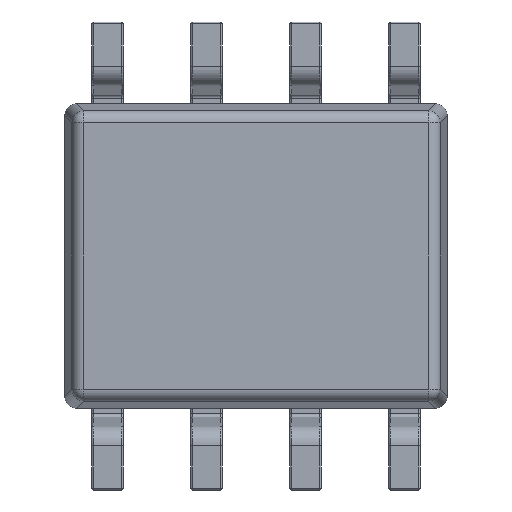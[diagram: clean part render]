
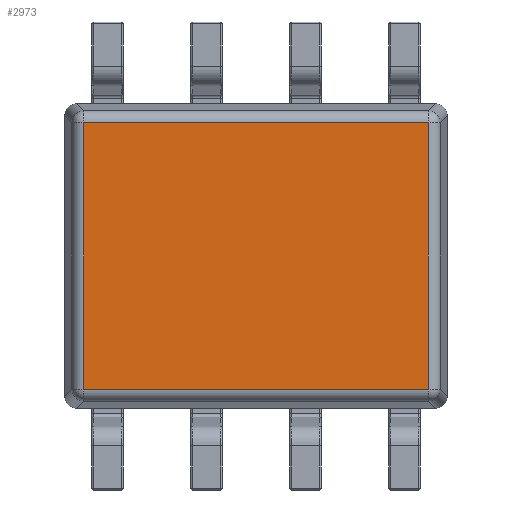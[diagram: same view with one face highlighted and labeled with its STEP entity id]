
A CAD part, front view. The second image highlights one B-rep face of the part: STEP entity #2973.
In plain terms, the highlighted planar face has unit normal (0, -1, 0).
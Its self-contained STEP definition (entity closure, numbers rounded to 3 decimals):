
#1596 = VECTOR ( 'NONE', #8416, 1000. ) ;
#1808 = DIRECTION ( 'NONE',  ( 0., 0., -1. ) ) ;
#2605 = AXIS2_PLACEMENT_3D ( 'NONE', #15030, #20505, #1808 ) ;
#2664 = DIRECTION ( 'NONE',  ( 0., 0., -1. ) ) ;
#2973 = ADVANCED_FACE ( 'NONE', ( #20185 ), #20386, .T. ) ;
#3734 = EDGE_LOOP ( 'NONE', ( #21456, #19041, #16951, #14866 ) ) ;
#4702 = DIRECTION ( 'NONE',  ( -1., 0., 0. ) ) ;
#5066 = CARTESIAN_POINT ( 'NONE',  ( -2.211, 0.3, -1.711 ) ) ;
#6288 = VERTEX_POINT ( 'NONE', #10686 ) ;
#7628 = VERTEX_POINT ( 'NONE', #18680 ) ;
#8416 = DIRECTION ( 'NONE',  ( 1., 0., 0. ) ) ;
#10686 = CARTESIAN_POINT ( 'NONE',  ( 2.211, 0.3, 1.711 ) ) ;
#10881 = CARTESIAN_POINT ( 'NONE',  ( 2.211, 0.3, -1.711 ) ) ;
#11338 = VECTOR ( 'NONE', #18340, 1000. ) ;
#11460 = CARTESIAN_POINT ( 'NONE',  ( 2.211, 0.3, 1.841 ) ) ;
#13063 = CARTESIAN_POINT ( 'NONE',  ( -2.341, 0.3, 1.711 ) ) ;
#14625 = VERTEX_POINT ( 'NONE', #10881 ) ;
#14866 = ORIENTED_EDGE ( 'NONE', *, *, #21665, .T. ) ;
#14982 = LINE ( 'NONE', #11460, #11338 ) ;
#15030 = CARTESIAN_POINT ( 'NONE',  ( 0., 0.3, 0. ) ) ;
#15535 = VECTOR ( 'NONE', #2664, 1000. ) ;
#16108 = VECTOR ( 'NONE', #4702, 1000. ) ;
#16114 = VERTEX_POINT ( 'NONE', #5066 ) ;
#16348 = LINE ( 'NONE', #21151, #15535 ) ;
#16629 = CARTESIAN_POINT ( 'NONE',  ( 2.341, 0.3, -1.711 ) ) ;
#16810 = LINE ( 'NONE', #13063, #16108 ) ;
#16951 = ORIENTED_EDGE ( 'NONE', *, *, #19564, .T. ) ;
#17798 = EDGE_CURVE ( 'NONE', #6288, #7628, #16810, .T. ) ;
#18340 = DIRECTION ( 'NONE',  ( 0., 0., 1. ) ) ;
#18680 = CARTESIAN_POINT ( 'NONE',  ( -2.211, 0.3, 1.711 ) ) ;
#18753 = LINE ( 'NONE', #16629, #1596 ) ;
#19041 = ORIENTED_EDGE ( 'NONE', *, *, #21324, .T. ) ;
#19564 = EDGE_CURVE ( 'NONE', #16114, #14625, #18753, .T. ) ;
#20185 = FACE_OUTER_BOUND ( 'NONE', #3734, .T. ) ;
#20386 = PLANE ( 'NONE',  #2605 ) ;
#20505 = DIRECTION ( 'NONE',  ( 0., -1., 0. ) ) ;
#21151 = CARTESIAN_POINT ( 'NONE',  ( -2.211, 0.3, -1.841 ) ) ;
#21324 = EDGE_CURVE ( 'NONE', #7628, #16114, #16348, .T. ) ;
#21456 = ORIENTED_EDGE ( 'NONE', *, *, #17798, .T. ) ;
#21665 = EDGE_CURVE ( 'NONE', #14625, #6288, #14982, .T. ) ;
